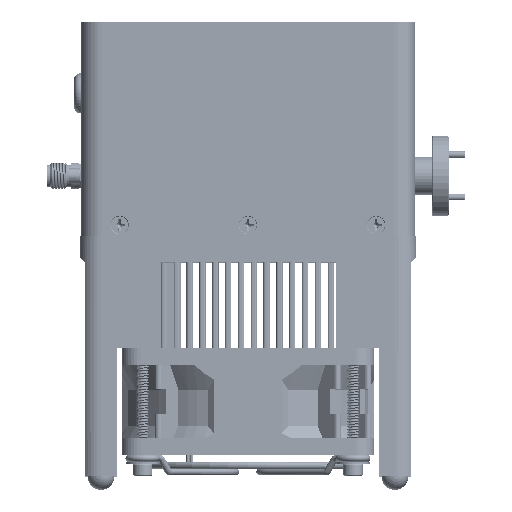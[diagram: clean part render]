
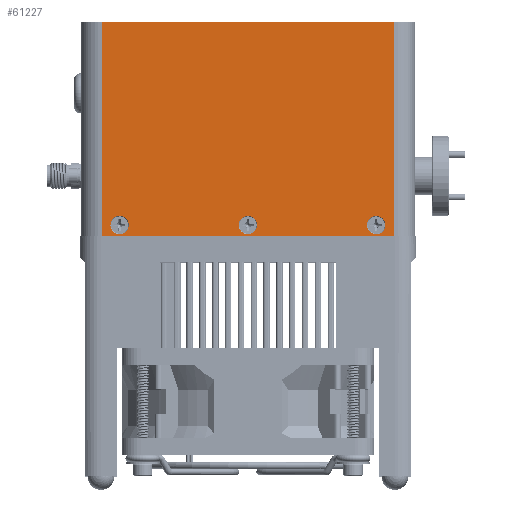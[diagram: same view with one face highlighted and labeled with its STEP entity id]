
A CAD part, top view. The second image highlights one B-rep face of the part: STEP entity #61227.
In plain terms, the highlighted planar face has unit normal (0, 0, 1).
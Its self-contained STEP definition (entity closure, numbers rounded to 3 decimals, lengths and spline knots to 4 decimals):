
#2584 = EDGE_LOOP ( 'NONE', ( #277128, #37266 ) ) ;
#7858 = CARTESIAN_POINT ( 'NONE',  ( -1.2, 0.1, 2.9889 ) ) ;
#10863 = PLANE ( 'NONE',  #60639 ) ;
#21879 = EDGE_CURVE ( 'NONE', #303487, #164774, #313728, .T. ) ;
#22521 = AXIS2_PLACEMENT_3D ( 'NONE', #98088, #73987, #172072 ) ;
#30736 = DIRECTION ( 'NONE',  ( 1., 0., 0. ) ) ;
#31504 = DIRECTION ( 'NONE',  ( 1., 0., 0. ) ) ;
#34010 = EDGE_CURVE ( 'NONE', #275735, #122133, #53120, .T. ) ;
#34201 = EDGE_LOOP ( 'NONE', ( #227395, #124999 ) ) ;
#37266 = ORIENTED_EDGE ( 'NONE', *, *, #76850, .F. ) ;
#40483 = CARTESIAN_POINT ( 'NONE',  ( 1.365, 2., 2.9889 ) ) ;
#40554 = EDGE_LOOP ( 'NONE', ( #55884, #236144 ) ) ;
#41880 = CARTESIAN_POINT ( 'NONE',  ( -1.365, 0., 2.9889 ) ) ;
#43541 = VERTEX_POINT ( 'NONE', #175093 ) ;
#46243 = LINE ( 'NONE', #142768, #197313 ) ;
#46811 = CARTESIAN_POINT ( 'NONE',  ( 1.365, 0., 2.9889 ) ) ;
#49450 = DIRECTION ( 'NONE',  ( 0., -1., 0. ) ) ;
#53120 = CIRCLE ( 'NONE', #294514, 0.086 ) ;
#55884 = ORIENTED_EDGE ( 'NONE', *, *, #316175, .F. ) ;
#59809 = VECTOR ( 'NONE', #292902, 39.3701 ) ;
#60639 = AXIS2_PLACEMENT_3D ( 'NONE', #186101, #281001, #277815 ) ;
#61227 = ADVANCED_FACE ( 'NONE', ( #308292, #88006, #181370, #108985 ), #10863, .F. ) ;
#61570 = DIRECTION ( 'NONE',  ( 1., 0., 0. ) ) ;
#72664 = CARTESIAN_POINT ( 'NONE',  ( 1.286, 0.1, 2.9889 ) ) ;
#72903 = DIRECTION ( 'NONE',  ( 0., 0., 1. ) ) ;
#73294 = ORIENTED_EDGE ( 'NONE', *, *, #149103, .F. ) ;
#73827 = AXIS2_PLACEMENT_3D ( 'NONE', #7858, #295800, #176800 ) ;
#73987 = DIRECTION ( 'NONE',  ( 0., 0., 1. ) ) ;
#74811 = EDGE_CURVE ( 'NONE', #288958, #272570, #80682, .T. ) ;
#76850 = EDGE_CURVE ( 'NONE', #105176, #43541, #248396, .T. ) ;
#80682 = CIRCLE ( 'NONE', #260335, 0.086 ) ;
#82685 = CARTESIAN_POINT ( 'NONE',  ( -1.286, 0.1, 2.9889 ) ) ;
#82799 = VECTOR ( 'NONE', #136995, 39.3701 ) ;
#87331 = CARTESIAN_POINT ( 'NONE',  ( -0.086, 0.1, 2.9889 ) ) ;
#88006 = FACE_BOUND ( 'NONE', #40554, .T. ) ;
#91988 = CARTESIAN_POINT ( 'NONE',  ( -1.2, 0.1, 2.9889 ) ) ;
#98088 = CARTESIAN_POINT ( 'NONE',  ( 0., 0.1, 2.9889 ) ) ;
#98224 = LINE ( 'NONE', #46811, #239585 ) ;
#105176 = VERTEX_POINT ( 'NONE', #87331 ) ;
#108985 = FACE_BOUND ( 'NONE', #34201, .T. ) ;
#111405 = CIRCLE ( 'NONE', #193614, 0.086 ) ;
#121204 = CARTESIAN_POINT ( 'NONE',  ( 1.365, 2., 2.9889 ) ) ;
#122133 = VERTEX_POINT ( 'NONE', #82685 ) ;
#124999 = ORIENTED_EDGE ( 'NONE', *, *, #179075, .F. ) ;
#129063 = CARTESIAN_POINT ( 'NONE',  ( 1.2, 0.1, 2.9889 ) ) ;
#136995 = DIRECTION ( 'NONE',  ( 0., -1., 0. ) ) ;
#142768 = CARTESIAN_POINT ( 'NONE',  ( -1.365, 2., 2.9889 ) ) ;
#148110 = DIRECTION ( 'NONE',  ( 1., 0., 0. ) ) ;
#149103 = EDGE_CURVE ( 'NONE', #264117, #303487, #315438, .T. ) ;
#152784 = ORIENTED_EDGE ( 'NONE', *, *, #305638, .T. ) ;
#156895 = ORIENTED_EDGE ( 'NONE', *, *, #21879, .F. ) ;
#158018 = CARTESIAN_POINT ( 'NONE',  ( -1.365, 2., 2.9889 ) ) ;
#159082 = CARTESIAN_POINT ( 'NONE',  ( -1.114, 0.1, 2.9889 ) ) ;
#164774 = VERTEX_POINT ( 'NONE', #311875 ) ;
#165985 = CARTESIAN_POINT ( 'NONE',  ( 1.2, 0.1, 2.9889 ) ) ;
#172072 = DIRECTION ( 'NONE',  ( 1., 0., 0. ) ) ;
#175093 = CARTESIAN_POINT ( 'NONE',  ( 0.086, 0.1, 2.9889 ) ) ;
#176067 = EDGE_CURVE ( 'NONE', #43541, #105176, #216374, .T. ) ;
#176800 = DIRECTION ( 'NONE',  ( 1., 0., 0. ) ) ;
#179075 = EDGE_CURVE ( 'NONE', #122133, #275735, #309968, .T. ) ;
#181017 = CARTESIAN_POINT ( 'NONE',  ( 0., 0.1, 2.9889 ) ) ;
#181370 = FACE_OUTER_BOUND ( 'NONE', #249115, .T. ) ;
#186101 = CARTESIAN_POINT ( 'NONE',  ( 1.365, 2., 2.9889 ) ) ;
#193614 = AXIS2_PLACEMENT_3D ( 'NONE', #129063, #72903, #198340 ) ;
#194923 = CARTESIAN_POINT ( 'NONE',  ( 1.365, 2., 2.9889 ) ) ;
#197313 = VECTOR ( 'NONE', #49450, 39.3701 ) ;
#198340 = DIRECTION ( 'NONE',  ( 1., 0., 0. ) ) ;
#203602 = DIRECTION ( 'NONE',  ( 0., 0., 1. ) ) ;
#216374 = CIRCLE ( 'NONE', #278049, 0.086 ) ;
#227395 = ORIENTED_EDGE ( 'NONE', *, *, #34010, .F. ) ;
#236144 = ORIENTED_EDGE ( 'NONE', *, *, #74811, .F. ) ;
#238308 = DIRECTION ( 'NONE',  ( 0., 0., 1. ) ) ;
#239585 = VECTOR ( 'NONE', #148110, 39.3701 ) ;
#248396 = CIRCLE ( 'NONE', #22521, 0.086 ) ;
#249115 = EDGE_LOOP ( 'NONE', ( #307796, #156895, #73294, #152784 ) ) ;
#260335 = AXIS2_PLACEMENT_3D ( 'NONE', #165985, #264023, #30736 ) ;
#260979 = VERTEX_POINT ( 'NONE', #41880 ) ;
#264023 = DIRECTION ( 'NONE',  ( 0., 0., 1. ) ) ;
#264117 = VERTEX_POINT ( 'NONE', #158018 ) ;
#272570 = VERTEX_POINT ( 'NONE', #72664 ) ;
#275735 = VERTEX_POINT ( 'NONE', #159082 ) ;
#277128 = ORIENTED_EDGE ( 'NONE', *, *, #176067, .F. ) ;
#277815 = DIRECTION ( 'NONE',  ( -1., 0., 0. ) ) ;
#278049 = AXIS2_PLACEMENT_3D ( 'NONE', #181017, #203602, #31504 ) ;
#281001 = DIRECTION ( 'NONE',  ( 0., 0., -1. ) ) ;
#283126 = CARTESIAN_POINT ( 'NONE',  ( 1.114, 0.1, 2.9889 ) ) ;
#284090 = EDGE_CURVE ( 'NONE', #260979, #164774, #98224, .T. ) ;
#288958 = VERTEX_POINT ( 'NONE', #283126 ) ;
#292902 = DIRECTION ( 'NONE',  ( 1., 0., 0. ) ) ;
#294514 = AXIS2_PLACEMENT_3D ( 'NONE', #91988, #238308, #61570 ) ;
#295800 = DIRECTION ( 'NONE',  ( 0., 0., 1. ) ) ;
#303487 = VERTEX_POINT ( 'NONE', #121204 ) ;
#305638 = EDGE_CURVE ( 'NONE', #264117, #260979, #46243, .T. ) ;
#307796 = ORIENTED_EDGE ( 'NONE', *, *, #284090, .T. ) ;
#308292 = FACE_BOUND ( 'NONE', #2584, .T. ) ;
#309968 = CIRCLE ( 'NONE', #73827, 0.086 ) ;
#311875 = CARTESIAN_POINT ( 'NONE',  ( 1.365, 0., 2.9889 ) ) ;
#313728 = LINE ( 'NONE', #40483, #82799 ) ;
#315438 = LINE ( 'NONE', #194923, #59809 ) ;
#316175 = EDGE_CURVE ( 'NONE', #272570, #288958, #111405, .T. ) ;
